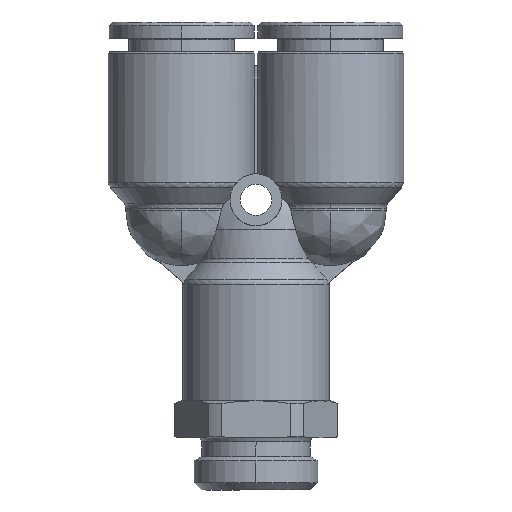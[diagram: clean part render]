
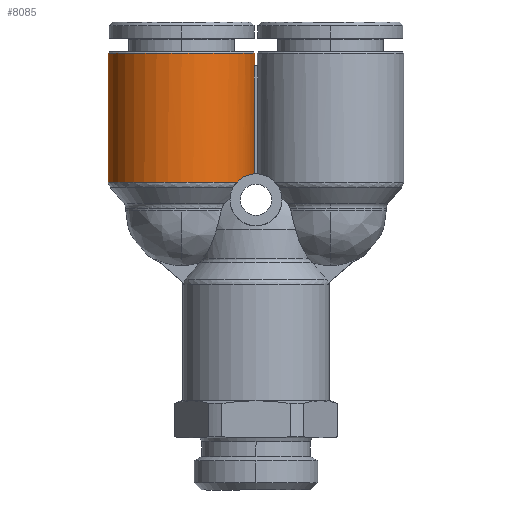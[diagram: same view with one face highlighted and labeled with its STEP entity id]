
A CAD part, front view. The second image highlights one B-rep face of the part: STEP entity #8085.
In plain terms, the highlighted cylindrical face has radius 9.85 mm (diameter 19.7 mm), a partial arc.
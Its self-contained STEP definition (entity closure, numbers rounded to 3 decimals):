
#168 = DIRECTION ( 'NONE',  ( 0., 0., -1. ) ) ;
#283 = EDGE_CURVE ( 'NONE', #8523, #16692, #26813, .T. ) ;
#512 = EDGE_LOOP ( 'NONE', ( #25172, #5482, #21012, #21013, #20171, #22193, #2997, #19573 ) ) ;
#1286 = VECTOR ( 'NONE', #12885, 1000. ) ;
#1716 = CARTESIAN_POINT ( 'NONE',  ( -18.354, -3.366, -0.731 ) ) ;
#1906 = CARTESIAN_POINT ( 'NONE',  ( -17.777, -5.839, -2.054 ) ) ;
#2135 = DIRECTION ( 'NONE',  ( -1., 0., 0. ) ) ;
#2275 = DIRECTION ( 'NONE',  ( 0., 0., -1. ) ) ;
#2793 = AXIS2_PLACEMENT_3D ( 'NONE', #23085, #6704, #2275 ) ;
#2997 = ORIENTED_EDGE ( 'NONE', *, *, #29334, .T. ) ;
#3396 = B_SPLINE_CURVE_WITH_KNOTS ( 'NONE', 3,
 ( #22832, #15795, #1906, #25152, #13175, #15498, #8859, #22540, #1716, #27147, #4007, #29385 ),
 .UNSPECIFIED., .F., .F.,
 ( 4, 2, 2, 2, 2, 4 ),
 ( 0., 0.001, 0.002, 0.003, 0.004, 0.006 ),
 .UNSPECIFIED. ) ;
#3427 = LINE ( 'NONE', #21761, #1286 ) ;
#4007 = CARTESIAN_POINT ( 'NONE',  ( -18.413, -1.977, -0.338 ) ) ;
#4200 = EDGE_CURVE ( 'NONE', #21659, #10793, #19014, .T. ) ;
#4980 = DIRECTION ( 'NONE',  ( 1., 0., 0. ) ) ;
#5379 = VERTEX_POINT ( 'NONE', #12627 ) ;
#5482 = ORIENTED_EDGE ( 'NONE', *, *, #8208, .T. ) ;
#6365 = CARTESIAN_POINT ( 'NONE',  ( -18.418, -1.5, -0.265 ) ) ;
#6704 = DIRECTION ( 'NONE',  ( 1., 0., 0. ) ) ;
#6879 = AXIS2_PLACEMENT_3D ( 'NONE', #25714, #11827, #7403 ) ;
#7166 = CARTESIAN_POINT ( 'NONE',  ( -24.928, -1.5, -0.265 ) ) ;
#7403 = DIRECTION ( 'NONE',  ( 0., 0., -1. ) ) ;
#8085 = ADVANCED_FACE ( 'NONE', ( #15181 ), #29172, .T. ) ;
#8196 = CARTESIAN_POINT ( 'NONE',  ( -34.628, 0., -0.15 ) ) ;
#8208 = EDGE_CURVE ( 'NONE', #19917, #21822, #21394, .T. ) ;
#8523 = VERTEX_POINT ( 'NONE', #11621 ) ;
#8859 = CARTESIAN_POINT ( 'NONE',  ( -18.214, -4.454, -1.211 ) ) ;
#8987 = EDGE_CURVE ( 'NONE', #21822, #21659, #21318, .T. ) ;
#9190 = DIRECTION ( 'NONE',  ( 0., 0., -1. ) ) ;
#9212 = DIRECTION ( 'NONE',  ( 0., 0., -1. ) ) ;
#9416 = CARTESIAN_POINT ( 'NONE',  ( -32.928, 0., -10. ) ) ;
#10312 = EDGE_CURVE ( 'NONE', #5379, #28101, #3396, .T. ) ;
#10793 = VERTEX_POINT ( 'NONE', #28760 ) ;
#10908 = AXIS2_PLACEMENT_3D ( 'NONE', #9416, #11409, #9212 ) ;
#11409 = DIRECTION ( 'NONE',  ( -1., 0., 0. ) ) ;
#11621 = CARTESIAN_POINT ( 'NONE',  ( -32.928, -1.5, -0.265 ) ) ;
#11643 = CIRCLE ( 'NONE', #6879, 9.85 ) ;
#11827 = DIRECTION ( 'NONE',  ( -1., 0., 0. ) ) ;
#12627 = CARTESIAN_POINT ( 'NONE',  ( -17.292, -6.479, -2.581 ) ) ;
#12844 = CARTESIAN_POINT ( 'NONE',  ( -24.928, 0., -19.85 ) ) ;
#12885 = DIRECTION ( 'NONE',  ( 1., 0., 0. ) ) ;
#13175 = CARTESIAN_POINT ( 'NONE',  ( -18.068, -5.07, -1.552 ) ) ;
#15181 = FACE_OUTER_BOUND ( 'NONE', #512, .T. ) ;
#15498 = CARTESIAN_POINT ( 'NONE',  ( -18.172, -4.662, -1.32 ) ) ;
#15795 = CARTESIAN_POINT ( 'NONE',  ( -17.577, -6.181, -2.32 ) ) ;
#16440 = CARTESIAN_POINT ( 'NONE',  ( -34.628, 0., -10. ) ) ;
#16692 = VERTEX_POINT ( 'NONE', #24616 ) ;
#19014 = LINE ( 'NONE', #12844, #24753 ) ;
#19573 = ORIENTED_EDGE ( 'NONE', *, *, #283, .T. ) ;
#19917 = VERTEX_POINT ( 'NONE', #8196 ) ;
#19948 = AXIS2_PLACEMENT_3D ( 'NONE', #16440, #4980, #168 ) ;
#20171 = ORIENTED_EDGE ( 'NONE', *, *, #22818, .T. ) ;
#21012 = ORIENTED_EDGE ( 'NONE', *, *, #8987, .T. ) ;
#21013 = ORIENTED_EDGE ( 'NONE', *, *, #4200, .T. ) ;
#21318 = CIRCLE ( 'NONE', #26879, 9.85 ) ;
#21394 = CIRCLE ( 'NONE', #19948, 9.85 ) ;
#21659 = VERTEX_POINT ( 'NONE', #25277 ) ;
#21761 = CARTESIAN_POINT ( 'NONE',  ( -24.928, 0., -0.15 ) ) ;
#21822 = VERTEX_POINT ( 'NONE', #23650 ) ;
#22193 = ORIENTED_EDGE ( 'NONE', *, *, #10312, .T. ) ;
#22531 = LINE ( 'NONE', #7166, #27191 ) ;
#22540 = CARTESIAN_POINT ( 'NONE',  ( -18.316, -3.813, -0.906 ) ) ;
#22818 = EDGE_CURVE ( 'NONE', #10793, #5379, #11643, .T. ) ;
#22832 = CARTESIAN_POINT ( 'NONE',  ( -17.292, -6.479, -2.581 ) ) ;
#23085 = CARTESIAN_POINT ( 'NONE',  ( -24.928, 0., -10. ) ) ;
#23650 = CARTESIAN_POINT ( 'NONE',  ( -34.628, -9.85, -10. ) ) ;
#24410 = DIRECTION ( 'NONE',  ( 1., 0., 0. ) ) ;
#24616 = CARTESIAN_POINT ( 'NONE',  ( -32.928, 0., -0.15 ) ) ;
#24753 = VECTOR ( 'NONE', #24410, 1000. ) ;
#25152 = CARTESIAN_POINT ( 'NONE',  ( -18.005, -5.271, -1.676 ) ) ;
#25172 = ORIENTED_EDGE ( 'NONE', *, *, #27966, .F. ) ;
#25277 = CARTESIAN_POINT ( 'NONE',  ( -34.628, 0., -19.85 ) ) ;
#25714 = CARTESIAN_POINT ( 'NONE',  ( -17.292, 0., -10. ) ) ;
#26813 = CIRCLE ( 'NONE', #10908, 9.85 ) ;
#26879 = AXIS2_PLACEMENT_3D ( 'NONE', #27675, #27477, #9190 ) ;
#27147 = CARTESIAN_POINT ( 'NONE',  ( -18.403, -2.446, -0.446 ) ) ;
#27191 = VECTOR ( 'NONE', #2135, 1000. ) ;
#27477 = DIRECTION ( 'NONE',  ( 1., 0., 0. ) ) ;
#27675 = CARTESIAN_POINT ( 'NONE',  ( -34.628, 0., -10. ) ) ;
#27966 = EDGE_CURVE ( 'NONE', #19917, #16692, #3427, .T. ) ;
#28101 = VERTEX_POINT ( 'NONE', #6365 ) ;
#28760 = CARTESIAN_POINT ( 'NONE',  ( -17.292, 0., -19.85 ) ) ;
#29172 = CYLINDRICAL_SURFACE ( 'NONE', #2793, 9.85 ) ;
#29334 = EDGE_CURVE ( 'NONE', #28101, #8523, #22531, .T. ) ;
#29385 = CARTESIAN_POINT ( 'NONE',  ( -18.418, -1.5, -0.265 ) ) ;
